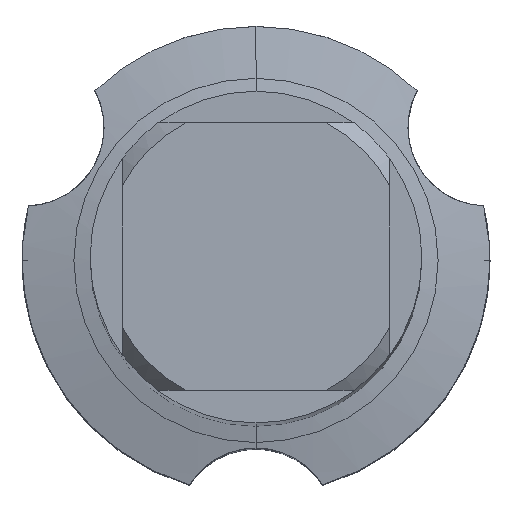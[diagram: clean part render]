
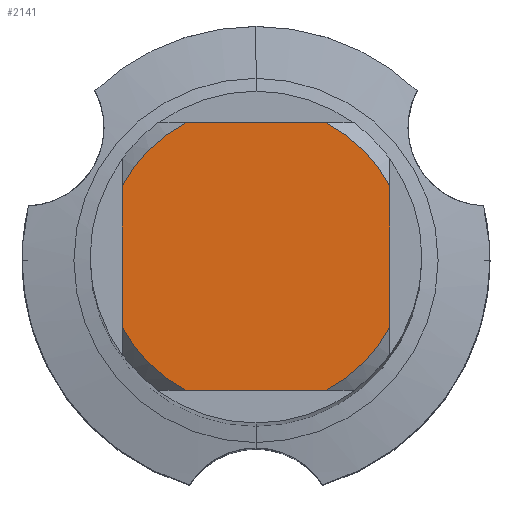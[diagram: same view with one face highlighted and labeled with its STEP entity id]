
A CAD part, top view. The second image highlights one B-rep face of the part: STEP entity #2141.
In plain terms, the highlighted planar face has unit normal (0, 0, 1).
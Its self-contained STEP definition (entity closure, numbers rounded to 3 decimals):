
#1759=EDGE_CURVE('',#3901,#3883,#4761,.T.);
#1951=VERTEX_POINT('',#4968);
#2141=ADVANCED_FACE('',(#5179),#5180,.T.);
#2187=VERTEX_POINT('',#5231);
#2225=VERTEX_POINT('',#5270);
#2311=EDGE_CURVE('',#3445,#2225,#5368,.T.);
#2511=EDGE_CURVE('',#1951,#2187,#5586,.T.);
#2523=VERTEX_POINT('',#5598);
#2583=EDGE_CURVE('',#1951,#2523,#5663,.T.);
#3255=EDGE_CURVE('',#3901,#2523,#6392,.T.);
#3417=EDGE_CURVE('',#4437,#2225,#6564,.T.);
#3445=VERTEX_POINT('',#6594);
#3883=VERTEX_POINT('',#7075);
#3901=VERTEX_POINT('',#7093);
#3975=EDGE_CURVE('',#4437,#2187,#7173,.T.);
#4003=EDGE_CURVE('',#3445,#3883,#7203,.T.);
#4437=VERTEX_POINT('',#7680);
#4761=CIRCLE('',#8698,8.2);
#4968=CARTESIAN_POINT('',(3.831,7.25,0.0));
#5179=FACE_OUTER_BOUND('',#9940,.T.);
#5180=PLANE('',#9941);
#5231=CARTESIAN_POINT('',(-3.831,7.25,0.0));
#5270=CARTESIAN_POINT('',(-7.25,-3.831,0.0));
#5368=CIRCLE('',#10558,8.2);
#5586=LINE('',#11021,#11022);
#5598=CARTESIAN_POINT('',(7.25,3.831,0.0));
#5663=CIRCLE('',#11254,8.2);
#6392=LINE('',#13676,#13677);
#6564=LINE('',#14225,#14226);
#6594=CARTESIAN_POINT('',(-3.831,-7.25,0.0));
#7075=CARTESIAN_POINT('',(3.831,-7.25,0.0));
#7093=CARTESIAN_POINT('',(7.25,-3.831,0.0));
#7173=CIRCLE('',#16089,8.2);
#7203=LINE('',#16168,#16169);
#7680=CARTESIAN_POINT('',(-7.25,3.831,0.0));
#8698=AXIS2_PLACEMENT_3D('',#18107,#18108,#18109);
#9940=EDGE_LOOP('',(#18621,#18622,#18623,#18624,#18625,#18626,#18627,#18628));
#9941=AXIS2_PLACEMENT_3D('',#18629,#18630,#18631);
#10558=AXIS2_PLACEMENT_3D('',#18834,#18835,#18836);
#11021=CARTESIAN_POINT('',(0.0,7.25,0.0));
#11022=VECTOR('',#19070,1.0);
#11254=AXIS2_PLACEMENT_3D('',#19135,#19136,#19137);
#13676=CARTESIAN_POINT('',(7.25,2.05,0.0));
#13677=VECTOR('',#19886,1.0);
#14225=CARTESIAN_POINT('',(-7.25,2.05,0.0));
#14226=VECTOR('',#20048,1.0);
#16089=AXIS2_PLACEMENT_3D('',#20709,#20710,#20711);
#16168=CARTESIAN_POINT('',(0.0,-7.25,0.0));
#16169=VECTOR('',#20740,1.0);
#18107=CARTESIAN_POINT('',(0.0,0.0,0.0));
#18108=DIRECTION('',(0.0,0.0,-1.0));
#18109=DIRECTION('',(0.0,1.0,0.0));
#18621=ORIENTED_EDGE('',*,*,#3417,.T.);
#18622=ORIENTED_EDGE('',*,*,#2311,.F.);
#18623=ORIENTED_EDGE('',*,*,#4003,.T.);
#18624=ORIENTED_EDGE('',*,*,#1759,.F.);
#18625=ORIENTED_EDGE('',*,*,#3255,.T.);
#18626=ORIENTED_EDGE('',*,*,#2583,.F.);
#18627=ORIENTED_EDGE('',*,*,#2511,.T.);
#18628=ORIENTED_EDGE('',*,*,#3975,.F.);
#18629=CARTESIAN_POINT('',(0.0,4.1,0.0));
#18630=DIRECTION('',(-0.0,0.0,1.0));
#18631=DIRECTION('',(0.0,-1.0,0.0));
#18834=CARTESIAN_POINT('',(0.0,0.0,0.0));
#18835=DIRECTION('',(0.0,0.0,-1.0));
#18836=DIRECTION('',(0.0,1.0,0.0));
#19070=DIRECTION('',(-1.0,0.0,0.0));
#19135=CARTESIAN_POINT('',(0.0,0.0,0.0));
#19136=DIRECTION('',(0.0,0.0,-1.0));
#19137=DIRECTION('',(0.0,1.0,0.0));
#19886=DIRECTION('',(-0.0,1.0,0.0));
#20048=DIRECTION('',(-0.0,-1.0,0.0));
#20709=CARTESIAN_POINT('',(0.0,0.0,0.0));
#20710=DIRECTION('',(0.0,0.0,-1.0));
#20711=DIRECTION('',(0.0,1.0,0.0));
#20740=DIRECTION('',(1.0,0.0,0.0));
